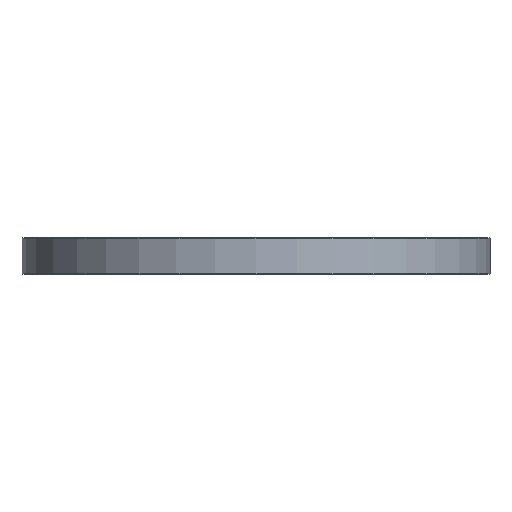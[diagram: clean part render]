
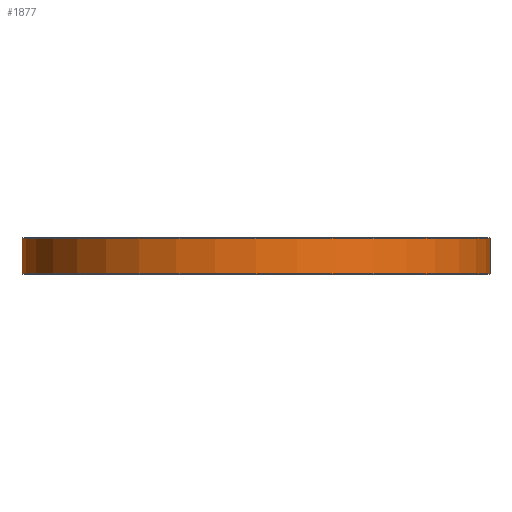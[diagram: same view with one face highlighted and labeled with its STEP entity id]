
A CAD part, front view. The second image highlights one B-rep face of the part: STEP entity #1877.
In plain terms, the highlighted cylindrical face has radius 266 mm (diameter 532 mm), a partial arc.
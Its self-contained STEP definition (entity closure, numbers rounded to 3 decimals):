
#112 = AXIS2_PLACEMENT_3D ( 'NONE', #3062, #3295, #1804 ) ;
#114 = DIRECTION ( 'NONE',  ( 0., 0., -1. ) ) ;
#118 = AXIS2_PLACEMENT_3D ( 'NONE', #2419, #114, #1430 ) ;
#261 = CARTESIAN_POINT ( 'NONE',  ( 266., 0., 42. ) ) ;
#343 = DIRECTION ( 'NONE',  ( 0., 0., -1. ) ) ;
#461 = VERTEX_POINT ( 'NONE', #2537 ) ;
#465 = EDGE_CURVE ( 'NONE', #461, #2769, #1404, .T. ) ;
#510 = LINE ( 'NONE', #261, #937 ) ;
#545 = LINE ( 'NONE', #2067, #3080 ) ;
#764 = VERTEX_POINT ( 'NONE', #2993 ) ;
#823 = VERTEX_POINT ( 'NONE', #1318 ) ;
#847 = CIRCLE ( 'NONE', #3171, 266. ) ;
#937 = VECTOR ( 'NONE', #1373, 1000. ) ;
#1207 = ORIENTED_EDGE ( 'NONE', *, *, #3028, .T. ) ;
#1214 = EDGE_CURVE ( 'NONE', #764, #2769, #510, .T. ) ;
#1318 = CARTESIAN_POINT ( 'NONE',  ( -266., 0., 41. ) ) ;
#1356 = EDGE_LOOP ( 'NONE', ( #3009, #1207, #1699, #1867 ) ) ;
#1373 = DIRECTION ( 'NONE',  ( 0., 0., -1. ) ) ;
#1404 = CIRCLE ( 'NONE', #112, 266. ) ;
#1430 = DIRECTION ( 'NONE',  ( -1., 0., 0. ) ) ;
#1470 = DIRECTION ( 'NONE',  ( 0., 0., -1. ) ) ;
#1477 = FACE_OUTER_BOUND ( 'NONE', #1356, .T. ) ;
#1671 = DIRECTION ( 'NONE',  ( 1., 0., 0. ) ) ;
#1699 = ORIENTED_EDGE ( 'NONE', *, *, #3291, .T. ) ;
#1708 = CYLINDRICAL_SURFACE ( 'NONE', #118, 266. ) ;
#1804 = DIRECTION ( 'NONE',  ( 1., 0., 0. ) ) ;
#1867 = ORIENTED_EDGE ( 'NONE', *, *, #465, .T. ) ;
#1877 = ADVANCED_FACE ( 'NONE', ( #1477 ), #1708, .T. ) ;
#2067 = CARTESIAN_POINT ( 'NONE',  ( -266., 0., 42. ) ) ;
#2419 = CARTESIAN_POINT ( 'NONE',  ( 0., 0., 42. ) ) ;
#2537 = CARTESIAN_POINT ( 'NONE',  ( -266., 0., 1. ) ) ;
#2700 = CARTESIAN_POINT ( 'NONE',  ( 0., 0., 41. ) ) ;
#2769 = VERTEX_POINT ( 'NONE', #3285 ) ;
#2993 = CARTESIAN_POINT ( 'NONE',  ( 266., 0., 41. ) ) ;
#3009 = ORIENTED_EDGE ( 'NONE', *, *, #1214, .F. ) ;
#3028 = EDGE_CURVE ( 'NONE', #764, #823, #847, .T. ) ;
#3062 = CARTESIAN_POINT ( 'NONE',  ( 0., 0., 1. ) ) ;
#3080 = VECTOR ( 'NONE', #343, 1000. ) ;
#3171 = AXIS2_PLACEMENT_3D ( 'NONE', #2700, #1470, #1671 ) ;
#3285 = CARTESIAN_POINT ( 'NONE',  ( 266., 0., 1. ) ) ;
#3291 = EDGE_CURVE ( 'NONE', #823, #461, #545, .T. ) ;
#3295 = DIRECTION ( 'NONE',  ( 0., 0., 1. ) ) ;
